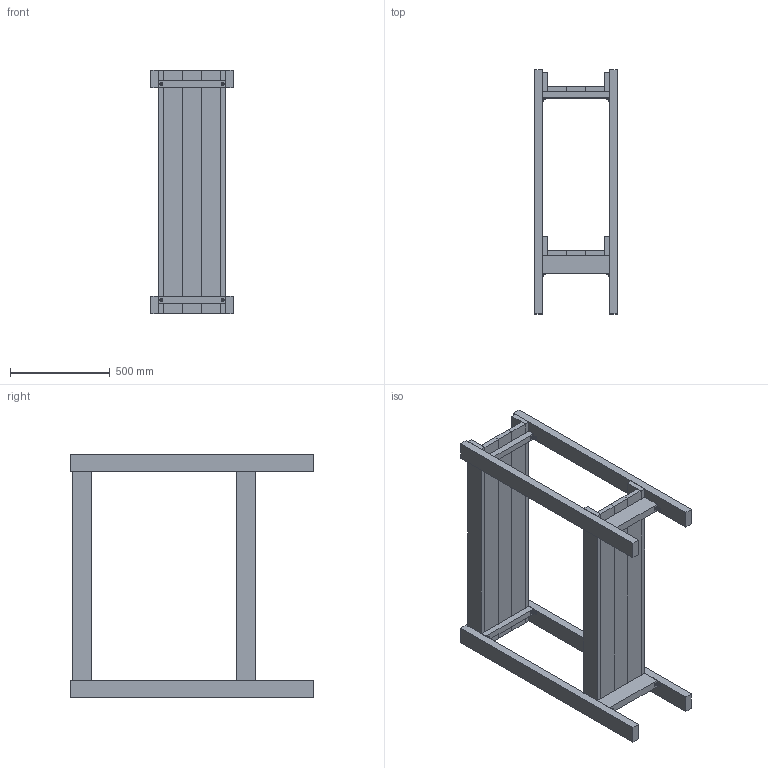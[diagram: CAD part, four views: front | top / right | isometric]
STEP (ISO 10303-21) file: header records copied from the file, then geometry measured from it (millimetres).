
FILE_DESCRIPTION(('STEP AP214'),'1');
FILE_NAME('Stand_de_cajas_2.stp','2020-08-26T02:57:20',(' '),(' '),'Spatial InterOp 3D',' ',' ');
FILE_SCHEMA(('AUTOMOTIVE_DESIGN { 1 0 10303 214 1 1 1 1 }'));
Length unit declared in the file: millimetre
Products named in the file (8): Plant Shelf Assem_2; Leg; Bottom Support Beam; Top Support Beam; Shelf Platform; Bracket; 98685A710_BRASS PHILLIPS DECORATIVE ROUNDED HEAD SCREWS; 90294A157_PHILLIPS FLAT HEAD SCREWS FOR WOOD
Assembly tree (82 placements, depth 2):
  Plant Shelf Assem_2
    Leg  x4
    Bottom Support Beam  x2
    Top Support Beam  x2
    Shelf Platform  x10
    Bracket  x8
    98685A710_BRASS PHILLIPS DECORATIVE ROUNDED HEAD SCREWS  x16
    90294A157_PHILLIPS FLAT HEAD SCREWS FOR WOOD  x40
Bounding box: 412.75 x 1219.2 x 1219.2 mm (x, y, z)
Volume: 48986254.9 mm3; surface area: 4578655.3 mm2
Topology: 82 solids, 82 shells, 4636 faces, 12568 edges, 8056 vertices
Faces by surface type: cylinder 1704, plane 1548, cone 1000, bspline 384
Entity records: 12194 total; most frequent: CARTESIAN_POINT 5470, ORIENTED_EDGE 1002, DIRECTION 967, EDGE_CURVE 501, AXIS2_PLACEMENT_3D 350, VERTEX_POINT 323, LINE 267, VECTOR 267
